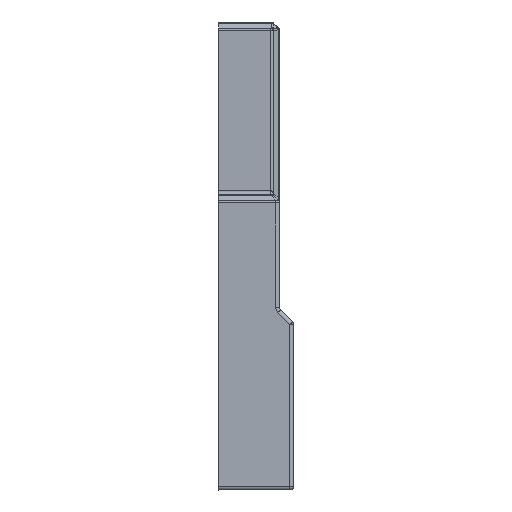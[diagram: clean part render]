
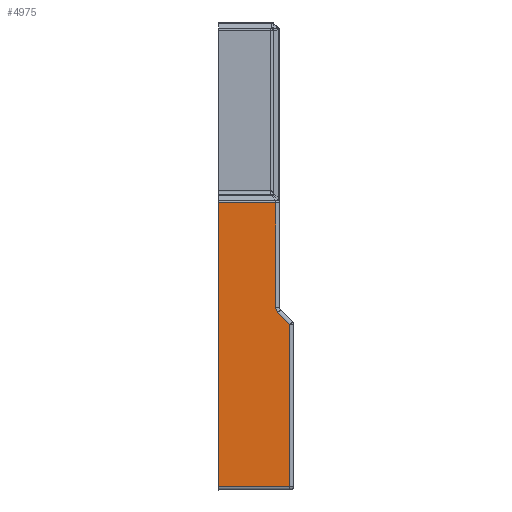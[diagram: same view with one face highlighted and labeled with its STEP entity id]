
A CAD part, left-side view. The second image highlights one B-rep face of the part: STEP entity #4975.
In plain terms, the highlighted planar face has unit normal (-1, 0, 0).
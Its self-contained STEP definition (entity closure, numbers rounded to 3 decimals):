
#311=LINE('',#9019,#742);
#400=LINE('',#9341,#831);
#412=LINE('',#9536,#843);
#531=LINE('',#10115,#962);
#540=LINE('',#10128,#971);
#552=LINE('',#10146,#983);
#742=VECTOR('',#5842,10.);
#831=VECTOR('',#6129,10.);
#843=VECTOR('',#6257,10.);
#962=VECTOR('',#6748,10.);
#971=VECTOR('',#6765,10.);
#983=VECTOR('',#6789,10.);
#1165=PLANE('',#5523);
#1467=FACE_OUTER_BOUND('',#1782,.T.);
#1782=EDGE_LOOP('',(#4533,#4534,#4535,#4536,#4537,#4538,#4539));
#1931=CIRCLE('',#5237,1.);
#2239=VERTEX_POINT('',#9016);
#2240=VERTEX_POINT('',#9018);
#2322=VERTEX_POINT('',#9333);
#2335=VERTEX_POINT('',#9428);
#2349=VERTEX_POINT('',#9463);
#2350=VERTEX_POINT('',#9465);
#2362=VERTEX_POINT('',#9526);
#2702=EDGE_CURVE('',#2239,#2240,#311,.T.);
#2841=EDGE_CURVE('',#2322,#2239,#400,.T.);
#2875=EDGE_CURVE('',#2349,#2350,#1931,.T.);
#2895=EDGE_CURVE('',#2362,#2349,#412,.T.);
#3115=EDGE_CURVE('',#2240,#2362,#531,.T.);
#3124=EDGE_CURVE('',#2350,#2335,#540,.T.);
#3136=EDGE_CURVE('',#2335,#2322,#552,.T.);
#4533=ORIENTED_EDGE('',*,*,#3115,.F.);
#4534=ORIENTED_EDGE('',*,*,#2702,.F.);
#4535=ORIENTED_EDGE('',*,*,#2841,.F.);
#4536=ORIENTED_EDGE('',*,*,#3136,.F.);
#4537=ORIENTED_EDGE('',*,*,#3124,.F.);
#4538=ORIENTED_EDGE('',*,*,#2875,.F.);
#4539=ORIENTED_EDGE('',*,*,#2895,.F.);
#4975=ADVANCED_FACE('',(#1467),#1165,.T.);
#5237=AXIS2_PLACEMENT_3D('',#9466,#6210,#6211);
#5523=AXIS2_PLACEMENT_3D('',#10281,#6971,#6972);
#5842=DIRECTION('',(0.,0.,1.));
#6129=DIRECTION('',(0.,1.,0.));
#6210=DIRECTION('center_axis',(-1.,0.,0.));
#6211=DIRECTION('ref_axis',(0.,0.924,-0.383));
#6257=DIRECTION('',(0.,0.,-1.));
#6748=DIRECTION('',(0.,-1.,0.));
#6765=DIRECTION('',(0.,-0.707,-0.707));
#6789=DIRECTION('',(0.,0.,-1.));
#6971=DIRECTION('center_axis',(-1.,0.,0.));
#6972=DIRECTION('ref_axis',(0.,0.,1.));
#9016=CARTESIAN_POINT('',(-6.75,8.65,-66.));
#9018=CARTESIAN_POINT('',(-6.75,8.65,-25.707));
#9019=CARTESIAN_POINT('',(-6.75,8.65,-24.5));
#9333=CARTESIAN_POINT('',(-6.75,-1.5,-66.));
#9341=CARTESIAN_POINT('',(-6.75,0.,-66.));
#9428=CARTESIAN_POINT('',(-6.75,-1.5,-42.957));
#9463=CARTESIAN_POINT('',(-6.75,0.5,-40.543));
#9465=CARTESIAN_POINT('',(-6.75,0.207,-41.25));
#9466=CARTESIAN_POINT('Origin',(-6.75,-0.5,-40.543));
#9526=CARTESIAN_POINT('',(-6.75,0.5,-25.707));
#9536=CARTESIAN_POINT('',(-6.75,0.5,-34.875));
#10115=CARTESIAN_POINT('',(-6.75,0.,-25.707));
#10128=CARTESIAN_POINT('',(-6.75,-1.584,-43.041));
#10146=CARTESIAN_POINT('',(-6.75,-1.5,-40.125));
#10281=CARTESIAN_POINT('Origin',(-6.75,0.,-46.5));
